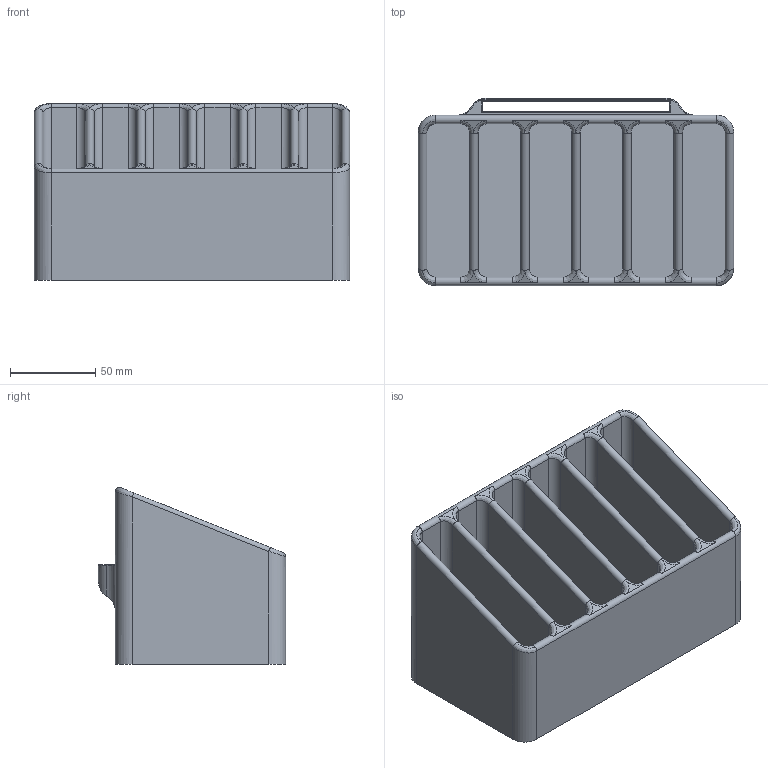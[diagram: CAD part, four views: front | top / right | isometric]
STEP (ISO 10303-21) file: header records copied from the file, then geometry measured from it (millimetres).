
FILE_DESCRIPTION(/* description */ (''),/* implementation_level */ '2;1');
FILE_NAME(/* name */ 'batttery holder v5.step',/* time_stamp */ '2023-05-16T22:43:16-07:00',/* author */ (''),/* organization */ (''),/* preprocessor_version */ 'ST-DEVELOPER v19.2',/* originating_system */ 'Autodesk Translation Framework v11.17.0.187',/* authorisation */ '');
FILE_SCHEMA (('AUTOMOTIVE_DESIGN { 1 0 10303 214 3 1 1 }'));
Length unit declared in the file: millimetre
Products named in the file (1): batttery holder
Bounding box: 185 x 110 x 103.8 mm (x, y, z)
Volume: 503117.8 mm3; surface area: 192340 mm2
Topology: 1 solids, 1 shells, 135 faces, 321 edges, 186 vertices
Faces by surface type: plane 51, cylinder 45, bspline 39
Entity records: 5221 total; most frequent: CARTESIAN_POINT 2117, DIRECTION 657, ORIENTED_EDGE 638, EDGE_CURVE 319, AXIS2_PLACEMENT_3D 253, VERTEX_POINT 186, LINE 151, VECTOR 151
